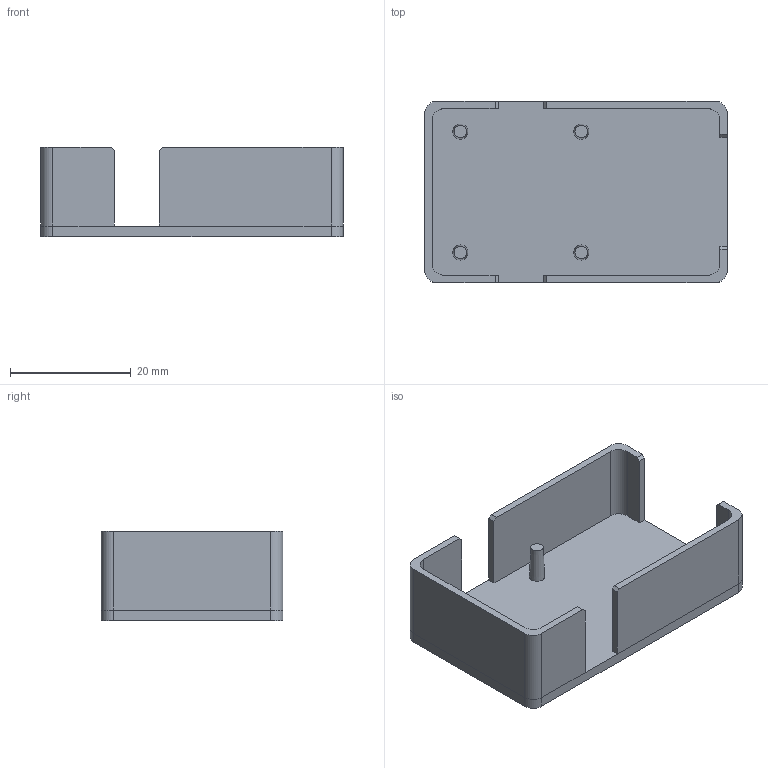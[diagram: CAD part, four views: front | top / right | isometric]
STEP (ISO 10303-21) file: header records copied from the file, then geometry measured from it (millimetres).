
FILE_DESCRIPTION(('FreeCAD Model'),'2;1');
FILE_NAME('Open CASCADE Shape Model','2025-05-05T18:31:27',(''),(''), 'Open CASCADE STEP processor 7.8','FreeCAD','Unknown');
FILE_SCHEMA(('AUTOMOTIVE_DESIGN { 1 0 10303 214 1 1 1 1 }'));
Length unit declared in the file: millimetre
Products named in the file (1): I2cTerminalEnclosureBase
Bounding box: 50 x 30 x 14.75 mm (x, y, z)
Volume: 4623.6 mm3; surface area: 6611.8 mm2
Topology: 1 solids, 1 shells, 55 faces, 133 edges, 84 vertices
Faces by surface type: plane 39, cylinder 12, cone 4
Entity records: 1601 total; most frequent: CARTESIAN_POINT 277, DIRECTION 269, ORIENTED_EDGE 266, EDGE_CURVE 133, LINE 101, VECTOR 101, AXIS2_PLACEMENT_3D 84, VERTEX_POINT 84
